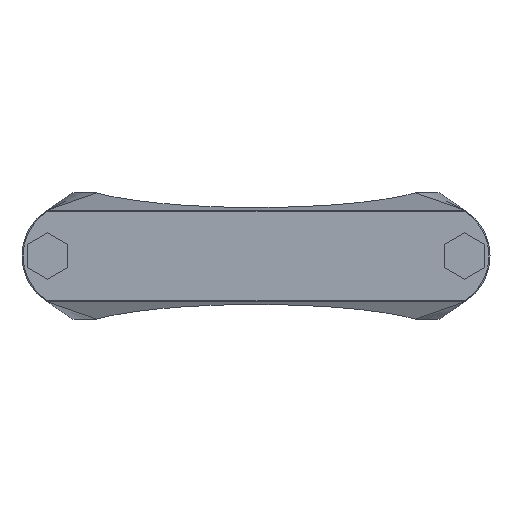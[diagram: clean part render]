
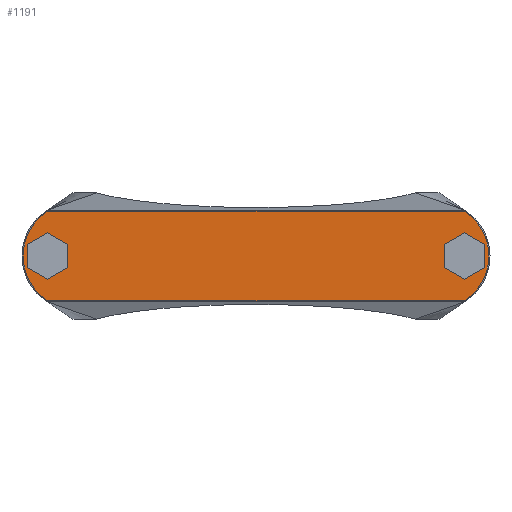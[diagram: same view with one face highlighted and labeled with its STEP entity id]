
A CAD part, front view. The second image highlights one B-rep face of the part: STEP entity #1191.
In plain terms, the highlighted planar face has unit normal (0, -1, 0).
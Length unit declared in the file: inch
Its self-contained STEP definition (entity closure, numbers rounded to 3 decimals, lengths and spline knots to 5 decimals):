
#27 = EDGE_CURVE ( 'NONE', #843, #1183, #1475, .T. ) ;
#46 = VECTOR ( 'NONE', #103, 39.37008 ) ;
#52 = DIRECTION ( 'NONE',  ( 0.866, 0., -0.5 ) ) ;
#55 = CARTESIAN_POINT ( 'NONE',  ( -2.27003, -1.214, -0.488 ) ) ;
#65 = DIRECTION ( 'NONE',  ( -0.866, 0., -0.5 ) ) ;
#79 = VERTEX_POINT ( 'NONE', #911 ) ;
#103 = DIRECTION ( 'NONE',  ( 0.866, 0., 0.5 ) ) ;
#119 = EDGE_CURVE ( 'NONE', #1816, #840, #697, .T. ) ;
#120 = CARTESIAN_POINT ( 'NONE',  ( 2.05525, -1.214, 0.1263 ) ) ;
#180 = DIRECTION ( 'NONE',  ( 0., 0., -1. ) ) ;
#216 = ORIENTED_EDGE ( 'NONE', *, *, #1360, .T. ) ;
#218 = CARTESIAN_POINT ( 'NONE',  ( 2.49275, -1.214, 0.1263 ) ) ;
#228 = CARTESIAN_POINT ( 'NONE',  ( 2.274, -1.214, -0.25259 ) ) ;
#230 = VERTEX_POINT ( 'NONE', #1077 ) ;
#237 = VECTOR ( 'NONE', #727, 39.37008 ) ;
#243 = ORIENTED_EDGE ( 'NONE', *, *, #1403, .F. ) ;
#249 = EDGE_CURVE ( 'NONE', #840, #843, #366, .T. ) ;
#266 = VECTOR ( 'NONE', #65, 39.37008 ) ;
#294 = ORIENTED_EDGE ( 'NONE', *, *, #119, .F. ) ;
#307 = DIRECTION ( 'NONE',  ( 0., -1., 0. ) ) ;
#324 = AXIS2_PLACEMENT_3D ( 'NONE', #789, #307, #757 ) ;
#331 = DIRECTION ( 'NONE',  ( 1., 0., 0. ) ) ;
#335 = EDGE_CURVE ( 'NONE', #1183, #1425, #339, .T. ) ;
#339 = LINE ( 'NONE', #2052, #1133 ) ;
#360 = DIRECTION ( 'NONE',  ( -0.866, 0., 0.5 ) ) ;
#366 = LINE ( 'NONE', #1238, #2009 ) ;
#374 = EDGE_CURVE ( 'NONE', #790, #619, #804, .T. ) ;
#392 = ORIENTED_EDGE ( 'NONE', *, *, #249, .F. ) ;
#408 = LINE ( 'NONE', #1978, #1474 ) ;
#419 = ORIENTED_EDGE ( 'NONE', *, *, #374, .F. ) ;
#434 = VECTOR ( 'NONE', #435, 39.37008 ) ;
#435 = DIRECTION ( 'NONE',  ( 0., 0., 1. ) ) ;
#444 = VERTEX_POINT ( 'NONE', #1596 ) ;
#472 = VERTEX_POINT ( 'NONE', #1012 ) ;
#477 = CIRCLE ( 'NONE', #1875, 0.57833 ) ;
#525 = DIRECTION ( 'NONE',  ( 0.866, 0., 0.5 ) ) ;
#538 = LINE ( 'NONE', #1847, #1758 ) ;
#544 = EDGE_CURVE ( 'NONE', #2041, #1707, #1319, .T. ) ;
#571 = DIRECTION ( 'NONE',  ( 0., 0., -1. ) ) ;
#595 = DIRECTION ( 'NONE',  ( 0., 0., 1. ) ) ;
#601 = CARTESIAN_POINT ( 'NONE',  ( -1.95967, -1.214, 0. ) ) ;
#614 = FACE_OUTER_BOUND ( 'NONE', #1712, .T. ) ;
#619 = VERTEX_POINT ( 'NONE', #1694 ) ;
#622 = CARTESIAN_POINT ( 'NONE',  ( -2.49275, -1.214, 0.1263 ) ) ;
#655 = LINE ( 'NONE', #851, #1647 ) ;
#674 = CARTESIAN_POINT ( 'NONE',  ( 2.27003, -1.214, 0.488 ) ) ;
#686 = ORIENTED_EDGE ( 'NONE', *, *, #335, .F. ) ;
#697 = LINE ( 'NONE', #1679, #434 ) ;
#717 = EDGE_CURVE ( 'NONE', #978, #472, #1126, .T. ) ;
#722 = CIRCLE ( 'NONE', #758, 0.57833 ) ;
#727 = DIRECTION ( 'NONE',  ( -1., 0., 0. ) ) ;
#737 = CARTESIAN_POINT ( 'NONE',  ( 2.274, -1.214, 0.25259 ) ) ;
#757 = DIRECTION ( 'NONE',  ( 0., 0., -1. ) ) ;
#758 = AXIS2_PLACEMENT_3D ( 'NONE', #601, #1346, #1233 ) ;
#785 = FACE_BOUND ( 'NONE', #1620, .T. ) ;
#789 = CARTESIAN_POINT ( 'NONE',  ( -1.95967, -1.214, 0. ) ) ;
#790 = VERTEX_POINT ( 'NONE', #962 ) ;
#804 = LINE ( 'NONE', #737, #1648 ) ;
#832 = ORIENTED_EDGE ( 'NONE', *, *, #847, .T. ) ;
#840 = VERTEX_POINT ( 'NONE', #1438 ) ;
#843 = VERTEX_POINT ( 'NONE', #1894 ) ;
#847 = EDGE_CURVE ( 'NONE', #472, #1061, #477, .T. ) ;
#851 = CARTESIAN_POINT ( 'NONE',  ( -2.49275, -1.214, -0.1263 ) ) ;
#859 = ORIENTED_EDGE ( 'NONE', *, *, #1658, .T. ) ;
#889 = CARTESIAN_POINT ( 'NONE',  ( 2.274, -1.214, -0.25259 ) ) ;
#911 = CARTESIAN_POINT ( 'NONE',  ( -2.27003, -1.214, 0.488 ) ) ;
#922 = CARTESIAN_POINT ( 'NONE',  ( -2.2735, -1.214, 0.488 ) ) ;
#956 = CARTESIAN_POINT ( 'NONE',  ( 2.05525, -1.214, -0.1263 ) ) ;
#962 = CARTESIAN_POINT ( 'NONE',  ( 2.274, -1.214, 0.25259 ) ) ;
#968 = ORIENTED_EDGE ( 'NONE', *, *, #1801, .F. ) ;
#971 = DIRECTION ( 'NONE',  ( 0., -1., 0. ) ) ;
#978 = VERTEX_POINT ( 'NONE', #55 ) ;
#982 = EDGE_CURVE ( 'NONE', #230, #790, #986, .T. ) ;
#986 = LINE ( 'NONE', #218, #1111 ) ;
#991 = EDGE_LOOP ( 'NONE', ( #1392, #243, #1728, #1943, #1459, #419 ) ) ;
#1012 = CARTESIAN_POINT ( 'NONE',  ( 2.27003, -1.214, -0.488 ) ) ;
#1027 = FACE_BOUND ( 'NONE', #991, .T. ) ;
#1058 = VECTOR ( 'NONE', #1341, 39.37008 ) ;
#1061 = VERTEX_POINT ( 'NONE', #674 ) ;
#1065 = EDGE_CURVE ( 'NONE', #1252, #2041, #1398, .T. ) ;
#1077 = CARTESIAN_POINT ( 'NONE',  ( 2.49275, -1.214, 0.1263 ) ) ;
#1111 = VECTOR ( 'NONE', #360, 39.37008 ) ;
#1126 = LINE ( 'NONE', #1929, #1442 ) ;
#1133 = VECTOR ( 'NONE', #1720, 39.37008 ) ;
#1161 = CARTESIAN_POINT ( 'NONE',  ( -2.05525, -1.214, -0.1263 ) ) ;
#1183 = VERTEX_POINT ( 'NONE', #622 ) ;
#1191 = ADVANCED_FACE ( 'NONE', ( #614, #785, #1027 ), #2054, .T. ) ;
#1233 = DIRECTION ( 'NONE',  ( 0., 0., -1. ) ) ;
#1238 = CARTESIAN_POINT ( 'NONE',  ( -2.05525, -1.214, 0.1263 ) ) ;
#1252 = VERTEX_POINT ( 'NONE', #956 ) ;
#1305 = ORIENTED_EDGE ( 'NONE', *, *, #27, .F. ) ;
#1319 = LINE ( 'NONE', #889, #46 ) ;
#1325 = EDGE_CURVE ( 'NONE', #619, #1252, #1502, .T. ) ;
#1341 = DIRECTION ( 'NONE',  ( 0.866, 0., -0.5 ) ) ;
#1346 = DIRECTION ( 'NONE',  ( 0., -1., 0. ) ) ;
#1347 = ORIENTED_EDGE ( 'NONE', *, *, #717, .T. ) ;
#1360 = EDGE_CURVE ( 'NONE', #1061, #79, #1372, .T. ) ;
#1372 = LINE ( 'NONE', #922, #237 ) ;
#1392 = ORIENTED_EDGE ( 'NONE', *, *, #982, .F. ) ;
#1398 = LINE ( 'NONE', #1631, #1058 ) ;
#1403 = EDGE_CURVE ( 'NONE', #1707, #230, #538, .T. ) ;
#1424 = VECTOR ( 'NONE', #571, 39.37008 ) ;
#1425 = VERTEX_POINT ( 'NONE', #1537 ) ;
#1438 = CARTESIAN_POINT ( 'NONE',  ( -2.05525, -1.214, 0.1263 ) ) ;
#1442 = VECTOR ( 'NONE', #331, 39.37008 ) ;
#1459 = ORIENTED_EDGE ( 'NONE', *, *, #1325, .F. ) ;
#1474 = VECTOR ( 'NONE', #525, 39.37008 ) ;
#1475 = LINE ( 'NONE', #1495, #266 ) ;
#1495 = CARTESIAN_POINT ( 'NONE',  ( -2.274, -1.214, 0.25259 ) ) ;
#1502 = LINE ( 'NONE', #120, #1424 ) ;
#1537 = CARTESIAN_POINT ( 'NONE',  ( -2.49275, -1.214, -0.1263 ) ) ;
#1596 = CARTESIAN_POINT ( 'NONE',  ( -2.274, -1.214, -0.25259 ) ) ;
#1598 = DIRECTION ( 'NONE',  ( -0.866, 0., 0.5 ) ) ;
#1620 = EDGE_LOOP ( 'NONE', ( #392, #294, #1905, #968, #686, #1305 ) ) ;
#1625 = CARTESIAN_POINT ( 'NONE',  ( 1.95967, -1.214, 0. ) ) ;
#1631 = CARTESIAN_POINT ( 'NONE',  ( 2.05525, -1.214, -0.1263 ) ) ;
#1647 = VECTOR ( 'NONE', #52, 39.37008 ) ;
#1648 = VECTOR ( 'NONE', #1864, 39.37008 ) ;
#1658 = EDGE_CURVE ( 'NONE', #79, #978, #722, .T. ) ;
#1665 = CARTESIAN_POINT ( 'NONE',  ( 2.49275, -1.214, -0.1263 ) ) ;
#1679 = CARTESIAN_POINT ( 'NONE',  ( -2.05525, -1.214, -0.1263 ) ) ;
#1694 = CARTESIAN_POINT ( 'NONE',  ( 2.05525, -1.214, 0.1263 ) ) ;
#1707 = VERTEX_POINT ( 'NONE', #1665 ) ;
#1712 = EDGE_LOOP ( 'NONE', ( #832, #216, #859, #1347 ) ) ;
#1720 = DIRECTION ( 'NONE',  ( 0., 0., -1. ) ) ;
#1728 = ORIENTED_EDGE ( 'NONE', *, *, #544, .F. ) ;
#1758 = VECTOR ( 'NONE', #595, 39.37008 ) ;
#1801 = EDGE_CURVE ( 'NONE', #1425, #444, #655, .T. ) ;
#1816 = VERTEX_POINT ( 'NONE', #1161 ) ;
#1847 = CARTESIAN_POINT ( 'NONE',  ( 2.49275, -1.214, -0.1263 ) ) ;
#1863 = EDGE_CURVE ( 'NONE', #444, #1816, #408, .T. ) ;
#1864 = DIRECTION ( 'NONE',  ( -0.866, 0., -0.5 ) ) ;
#1875 = AXIS2_PLACEMENT_3D ( 'NONE', #1625, #971, #180 ) ;
#1894 = CARTESIAN_POINT ( 'NONE',  ( -2.274, -1.214, 0.25259 ) ) ;
#1905 = ORIENTED_EDGE ( 'NONE', *, *, #1863, .F. ) ;
#1929 = CARTESIAN_POINT ( 'NONE',  ( 2.2735, -1.214, -0.488 ) ) ;
#1943 = ORIENTED_EDGE ( 'NONE', *, *, #1065, .F. ) ;
#1978 = CARTESIAN_POINT ( 'NONE',  ( -2.274, -1.214, -0.25259 ) ) ;
#2009 = VECTOR ( 'NONE', #1598, 39.37008 ) ;
#2041 = VERTEX_POINT ( 'NONE', #228 ) ;
#2052 = CARTESIAN_POINT ( 'NONE',  ( -2.49275, -1.214, 0.1263 ) ) ;
#2054 = PLANE ( 'NONE',  #324 ) ;
